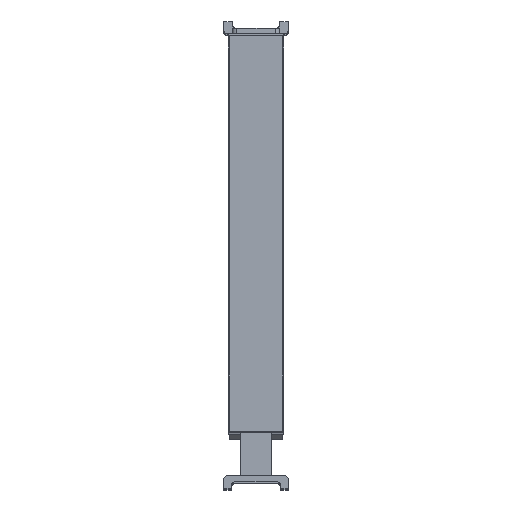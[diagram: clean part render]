
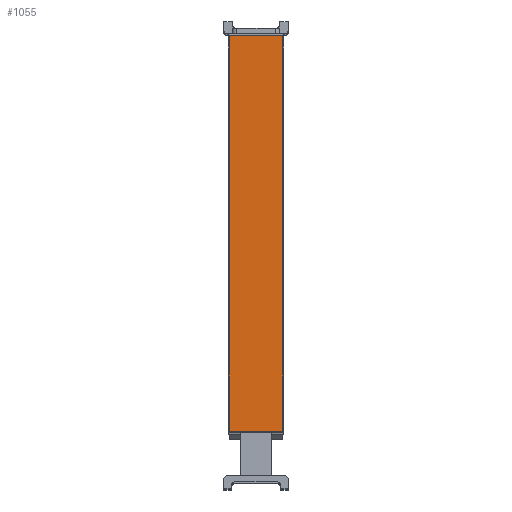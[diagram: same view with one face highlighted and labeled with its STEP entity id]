
A CAD part, top view. The second image highlights one B-rep face of the part: STEP entity #1055.
In plain terms, the highlighted planar face has unit normal (0, 0, 1).
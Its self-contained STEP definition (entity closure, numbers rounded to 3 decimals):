
#195 = DIRECTION ( 'NONE',  ( -1., 0., 0. ) ) ;
#405 = CARTESIAN_POINT ( 'NONE',  ( 13., 0., 1.2 ) ) ;
#554 = CARTESIAN_POINT ( 'NONE',  ( 19.2, 45.95, 1.2 ) ) ;
#766 = CARTESIAN_POINT ( 'NONE',  ( 6.8, -45.95, 1.2 ) ) ;
#858 = EDGE_CURVE ( 'NONE', #6410, #6419, #5018, .T. ) ;
#953 = ORIENTED_EDGE ( 'NONE', *, *, #2807, .F. ) ;
#965 = ORIENTED_EDGE ( 'NONE', *, *, #5616, .F. ) ;
#1055 = ADVANCED_FACE ( 'NONE', ( #5724 ), #3083, .T. ) ;
#1240 = CARTESIAN_POINT ( 'NONE',  ( 6.8, 45.95, 1.2 ) ) ;
#1307 = CARTESIAN_POINT ( 'NONE',  ( 19.2, -45.95, 1.2 ) ) ;
#1816 = CARTESIAN_POINT ( 'NONE',  ( 19.2, -45.95, 1.2 ) ) ;
#1927 = DIRECTION ( 'NONE',  ( 1., 0., 0. ) ) ;
#1998 = LINE ( 'NONE', #4605, #6888 ) ;
#2555 = DIRECTION ( 'NONE',  ( 0., 0., 1. ) ) ;
#2688 = CARTESIAN_POINT ( 'NONE',  ( 6.8, -45.95, 1.2 ) ) ;
#2700 = DIRECTION ( 'NONE',  ( 0., -1., 0. ) ) ;
#2807 = EDGE_CURVE ( 'NONE', #6419, #5559, #5579, .T. ) ;
#3083 = PLANE ( 'NONE',  #5653 ) ;
#3326 = EDGE_CURVE ( 'NONE', #5559, #5264, #1998, .T. ) ;
#3646 = DIRECTION ( 'NONE',  ( -1., 0., 0. ) ) ;
#4013 = DIRECTION ( 'NONE',  ( 0., 1., 0. ) ) ;
#4241 = VECTOR ( 'NONE', #2700, 1000. ) ;
#4421 = LINE ( 'NONE', #554, #4241 ) ;
#4605 = CARTESIAN_POINT ( 'NONE',  ( 6.8, 45.95, 1.2 ) ) ;
#4609 = VECTOR ( 'NONE', #4013, 1000. ) ;
#4665 = VECTOR ( 'NONE', #195, 1000. ) ;
#4767 = EDGE_LOOP ( 'NONE', ( #965, #4859, #953, #6070 ) ) ;
#4859 = ORIENTED_EDGE ( 'NONE', *, *, #3326, .F. ) ;
#5018 = LINE ( 'NONE', #1816, #4665 ) ;
#5264 = VERTEX_POINT ( 'NONE', #5458 ) ;
#5458 = CARTESIAN_POINT ( 'NONE',  ( 19.2, 45.95, 1.2 ) ) ;
#5559 = VERTEX_POINT ( 'NONE', #1240 ) ;
#5579 = LINE ( 'NONE', #766, #4609 ) ;
#5616 = EDGE_CURVE ( 'NONE', #5264, #6410, #4421, .T. ) ;
#5653 = AXIS2_PLACEMENT_3D ( 'NONE', #405, #2555, #3646 ) ;
#5724 = FACE_OUTER_BOUND ( 'NONE', #4767, .T. ) ;
#6070 = ORIENTED_EDGE ( 'NONE', *, *, #858, .F. ) ;
#6410 = VERTEX_POINT ( 'NONE', #1307 ) ;
#6419 = VERTEX_POINT ( 'NONE', #2688 ) ;
#6888 = VECTOR ( 'NONE', #1927, 1000. ) ;
